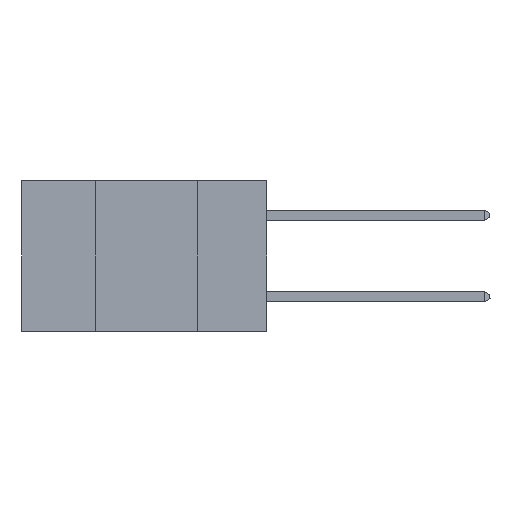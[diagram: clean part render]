
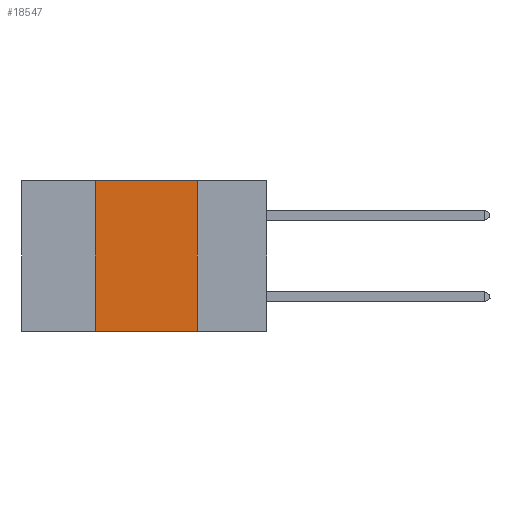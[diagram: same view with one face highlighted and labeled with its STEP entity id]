
A CAD part, left-side view. The second image highlights one B-rep face of the part: STEP entity #18547.
In plain terms, the highlighted planar face has unit normal (-1, 0, 0).
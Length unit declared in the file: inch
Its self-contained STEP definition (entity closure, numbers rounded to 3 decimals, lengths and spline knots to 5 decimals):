
#285 = CARTESIAN_POINT ( 'NONE',  ( 0., 0.6, -0.37 ) ) ;
#1051 = VERTEX_POINT ( 'NONE', #15769 ) ;
#1541 = LINE ( 'NONE', #22405, #31313 ) ;
#1677 = AXIS2_PLACEMENT_3D ( 'NONE', #17272, #3351, #25561 ) ;
#1934 = VECTOR ( 'NONE', #27688, 39.37008 ) ;
#3351 = DIRECTION ( 'NONE',  ( 1., 0., 0. ) ) ;
#3653 = LINE ( 'NONE', #285, #15334 ) ;
#5408 = ORIENTED_EDGE ( 'NONE', *, *, #31135, .F. ) ;
#8091 = DIRECTION ( 'NONE',  ( 0., -1., 0. ) ) ;
#8445 = CARTESIAN_POINT ( 'NONE',  ( 0., 0.42, -0.37 ) ) ;
#10815 = CARTESIAN_POINT ( 'NONE',  ( 0., 0.17, 0. ) ) ;
#11350 = VERTEX_POINT ( 'NONE', #26138 ) ;
#12478 = VERTEX_POINT ( 'NONE', #14272 ) ;
#14272 = CARTESIAN_POINT ( 'NONE',  ( 0., 0.42, 0. ) ) ;
#15319 = ORIENTED_EDGE ( 'NONE', *, *, #16921, .F. ) ;
#15334 = VECTOR ( 'NONE', #8091, 39.37008 ) ;
#15769 = CARTESIAN_POINT ( 'NONE',  ( 0., 0.17, -0.37 ) ) ;
#15782 = LINE ( 'NONE', #28366, #18813 ) ;
#16921 = EDGE_CURVE ( 'NONE', #17147, #12478, #1541, .T. ) ;
#17037 = EDGE_CURVE ( 'NONE', #17147, #1051, #3653, .T. ) ;
#17147 = VERTEX_POINT ( 'NONE', #8445 ) ;
#17272 = CARTESIAN_POINT ( 'NONE',  ( 0., 0.6, 0. ) ) ;
#18547 = ADVANCED_FACE ( 'NONE', ( #33114 ), #19779, .F. ) ;
#18813 = VECTOR ( 'NONE', #20159, 39.37008 ) ;
#19065 = ORIENTED_EDGE ( 'NONE', *, *, #17037, .T. ) ;
#19779 = PLANE ( 'NONE',  #1677 ) ;
#20159 = DIRECTION ( 'NONE',  ( 0., -1., 0. ) ) ;
#20889 = EDGE_CURVE ( 'NONE', #11350, #1051, #27399, .T. ) ;
#22405 = CARTESIAN_POINT ( 'NONE',  ( 0., 0.42, 0. ) ) ;
#25561 = DIRECTION ( 'NONE',  ( 0., 0., -1. ) ) ;
#26138 = CARTESIAN_POINT ( 'NONE',  ( 0., 0.17, 0. ) ) ;
#27399 = LINE ( 'NONE', #10815, #1934 ) ;
#27688 = DIRECTION ( 'NONE',  ( 0., 0., -1. ) ) ;
#27840 = DIRECTION ( 'NONE',  ( 0., 0., 1. ) ) ;
#28366 = CARTESIAN_POINT ( 'NONE',  ( 0., 0.6, 0. ) ) ;
#28468 = ORIENTED_EDGE ( 'NONE', *, *, #20889, .F. ) ;
#29557 = EDGE_LOOP ( 'NONE', ( #28468, #5408, #15319, #19065 ) ) ;
#31135 = EDGE_CURVE ( 'NONE', #12478, #11350, #15782, .T. ) ;
#31313 = VECTOR ( 'NONE', #27840, 39.37008 ) ;
#33114 = FACE_OUTER_BOUND ( 'NONE', #29557, .T. ) ;
